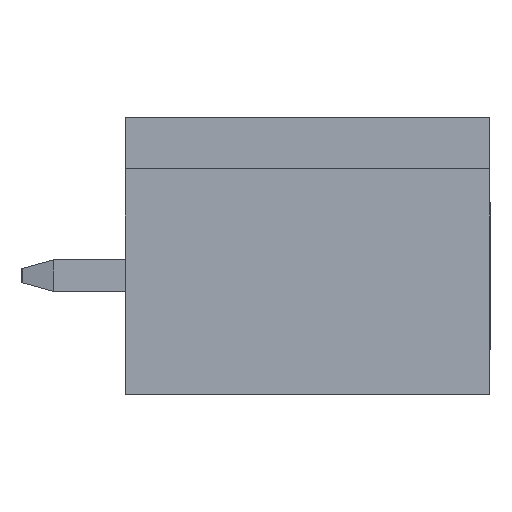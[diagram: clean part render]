
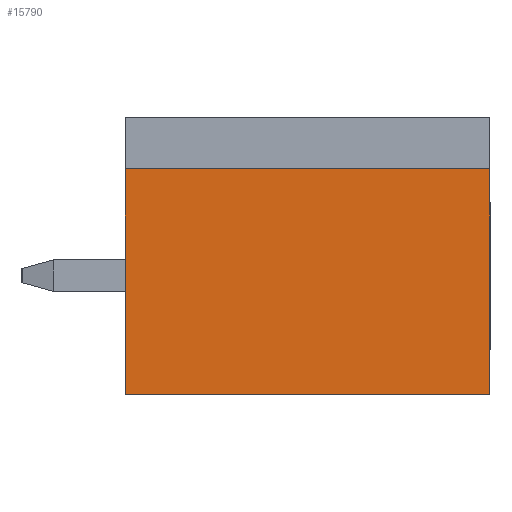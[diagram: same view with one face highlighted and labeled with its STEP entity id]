
A CAD part, left-side view. The second image highlights one B-rep face of the part: STEP entity #15790.
In plain terms, the highlighted planar face has unit normal (-1, 0, 0).
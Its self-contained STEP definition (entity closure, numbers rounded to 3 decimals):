
#4088=ORIENTED_EDGE('',*,*,#6709,.F.);
#4089=ORIENTED_EDGE('',*,*,#6808,.F.);
#4090=ORIENTED_EDGE('',*,*,#6682,.F.);
#4091=ORIENTED_EDGE('',*,*,#6629,.F.);
#6629=EDGE_CURVE('',#8341,#8342,#10245,.T.);
#6682=EDGE_CURVE('',#8342,#8389,#10286,.T.);
#6709=EDGE_CURVE('',#8409,#8341,#10309,.T.);
#6808=EDGE_CURVE('',#8389,#8409,#10405,.T.);
#8341=VERTEX_POINT('',#24464);
#8342=VERTEX_POINT('',#24466);
#8389=VERTEX_POINT('',#24569);
#8409=VERTEX_POINT('',#24620);
#10245=LINE('',#24465,#12255);
#10286=LINE('',#24568,#12296);
#10309=LINE('',#24621,#12319);
#10405=LINE('',#24820,#12415);
#12255=VECTOR('',#19974,1000.);
#12296=VECTOR('',#20045,1000.);
#12319=VECTOR('',#20086,1000.);
#12415=VECTOR('',#20282,1000.);
#13446=EDGE_LOOP('',(#4088,#4089,#4090,#4091));
#14321=FACE_BOUND('',#13446,.T.);
#15048=PLANE('',#16776);
#15790=ADVANCED_FACE('',(#14321),#15048,.F.);
#16776=AXIS2_PLACEMENT_3D('',#24821,#20283,#20284);
#19974=DIRECTION('',(0.,1.,0.));
#20045=DIRECTION('',(0.,0.,1.));
#20086=DIRECTION('',(0.,0.,-1.));
#20282=DIRECTION('',(0.,-1.,0.));
#20283=DIRECTION('',(1.,0.,0.));
#20284=DIRECTION('',(0.,0.,-1.));
#24464=CARTESIAN_POINT('',(-26.15,0.,-3.5));
#24465=CARTESIAN_POINT('',(-26.15,0.,-3.5));
#24466=CARTESIAN_POINT('',(-26.15,9.2,-3.5));
#24568=CARTESIAN_POINT('',(-26.15,9.2,-3.5));
#24569=CARTESIAN_POINT('',(-26.15,9.2,2.2));
#24620=CARTESIAN_POINT('',(-26.15,0.,2.2));
#24621=CARTESIAN_POINT('',(-26.15,0.,2.2));
#24820=CARTESIAN_POINT('',(-26.15,9.2,2.2));
#24821=CARTESIAN_POINT('',(-26.15,0.,0.));
